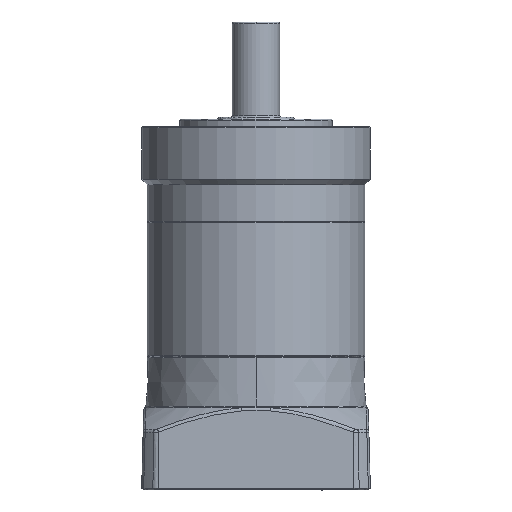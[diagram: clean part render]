
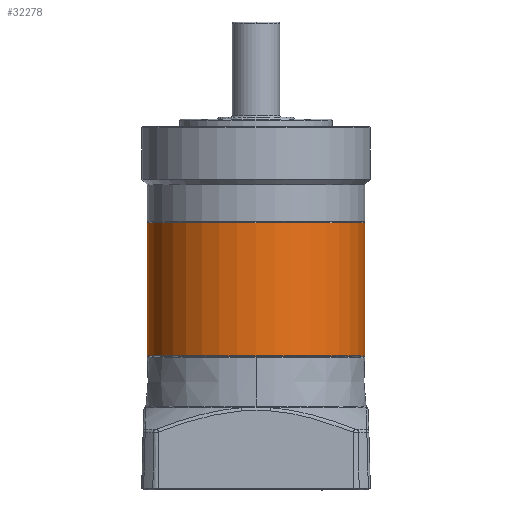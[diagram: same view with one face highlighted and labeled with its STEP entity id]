
A CAD part, front view. The second image highlights one B-rep face of the part: STEP entity #32278.
In plain terms, the highlighted cylindrical face has radius 57 mm (diameter 114 mm), a partial arc.
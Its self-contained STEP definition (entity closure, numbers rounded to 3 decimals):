
#96 = CARTESIAN_POINT ( 'NONE',  ( -57., 0., 0.3 ) ) ;
#3083 = DIRECTION ( 'NONE',  ( -1., 0., 0. ) ) ;
#4188 = CIRCLE ( 'NONE', #19323, 57. ) ;
#5241 = EDGE_LOOP ( 'NONE', ( #35305, #36099, #32650, #17745, #43769 ) ) ;
#6424 = CARTESIAN_POINT ( 'NONE',  ( 0., 0., 70.5 ) ) ;
#6763 = CYLINDRICAL_SURFACE ( 'NONE', #36802, 57. ) ;
#8004 = CARTESIAN_POINT ( 'NONE',  ( 57., 0., 70.2 ) ) ;
#8251 = VERTEX_POINT ( 'NONE', #9136 ) ;
#9136 = CARTESIAN_POINT ( 'NONE',  ( 0., -57., 70.2 ) ) ;
#9722 = CIRCLE ( 'NONE', #17597, 57. ) ;
#11389 = CARTESIAN_POINT ( 'NONE',  ( 57., 0., 0.3 ) ) ;
#12658 = FACE_OUTER_BOUND ( 'NONE', #5241, .T. ) ;
#13390 = DIRECTION ( 'NONE',  ( 0., 0., -1. ) ) ;
#13562 = EDGE_CURVE ( 'NONE', #42512, #37373, #9722, .T. ) ;
#13947 = DIRECTION ( 'NONE',  ( -1., 0., 0. ) ) ;
#13955 = DIRECTION ( 'NONE',  ( 0., 0., -1. ) ) ;
#14009 = CARTESIAN_POINT ( 'NONE',  ( 0., 0., 70.2 ) ) ;
#15202 = EDGE_CURVE ( 'NONE', #8251, #43539, #4188, .T. ) ;
#15801 = CARTESIAN_POINT ( 'NONE',  ( -57., 0., 70.5 ) ) ;
#17597 = AXIS2_PLACEMENT_3D ( 'NONE', #28372, #28322, #28265 ) ;
#17745 = ORIENTED_EDGE ( 'NONE', *, *, #34732, .T. ) ;
#19323 = AXIS2_PLACEMENT_3D ( 'NONE', #38432, #38379, #38334 ) ;
#21884 = CARTESIAN_POINT ( 'NONE',  ( -57., 0., 70.2 ) ) ;
#22572 = EDGE_CURVE ( 'NONE', #36627, #8251, #37166, .T. ) ;
#26016 = DIRECTION ( 'NONE',  ( 0., 0., -1. ) ) ;
#28265 = DIRECTION ( 'NONE',  ( -1., 0., 0. ) ) ;
#28322 = DIRECTION ( 'NONE',  ( 0., 0., 1. ) ) ;
#28372 = CARTESIAN_POINT ( 'NONE',  ( 0., 0., 0.3 ) ) ;
#31348 = CARTESIAN_POINT ( 'NONE',  ( 57., 0., 70.5 ) ) ;
#32278 = ADVANCED_FACE ( 'NONE', ( #12658 ), #6763, .T. ) ;
#32650 = ORIENTED_EDGE ( 'NONE', *, *, #15202, .T. ) ;
#34518 = VECTOR ( 'NONE', #34664, 1000. ) ;
#34664 = DIRECTION ( 'NONE',  ( 0., 0., -1. ) ) ;
#34732 = EDGE_CURVE ( 'NONE', #43539, #42512, #36680, .T. ) ;
#34938 = LINE ( 'NONE', #31348, #34518 ) ;
#34986 = EDGE_CURVE ( 'NONE', #36627, #37373, #34938, .T. ) ;
#35305 = ORIENTED_EDGE ( 'NONE', *, *, #34986, .F. ) ;
#36017 = VECTOR ( 'NONE', #26016, 1000. ) ;
#36099 = ORIENTED_EDGE ( 'NONE', *, *, #22572, .T. ) ;
#36627 = VERTEX_POINT ( 'NONE', #8004 ) ;
#36680 = LINE ( 'NONE', #15801, #36017 ) ;
#36802 = AXIS2_PLACEMENT_3D ( 'NONE', #6424, #13390, #3083 ) ;
#37166 = CIRCLE ( 'NONE', #38325, 57. ) ;
#37373 = VERTEX_POINT ( 'NONE', #11389 ) ;
#38325 = AXIS2_PLACEMENT_3D ( 'NONE', #14009, #13955, #13947 ) ;
#38334 = DIRECTION ( 'NONE',  ( -1., 0., 0. ) ) ;
#38379 = DIRECTION ( 'NONE',  ( 0., 0., -1. ) ) ;
#38432 = CARTESIAN_POINT ( 'NONE',  ( 0., 0., 70.2 ) ) ;
#42512 = VERTEX_POINT ( 'NONE', #96 ) ;
#43539 = VERTEX_POINT ( 'NONE', #21884 ) ;
#43769 = ORIENTED_EDGE ( 'NONE', *, *, #13562, .T. ) ;
